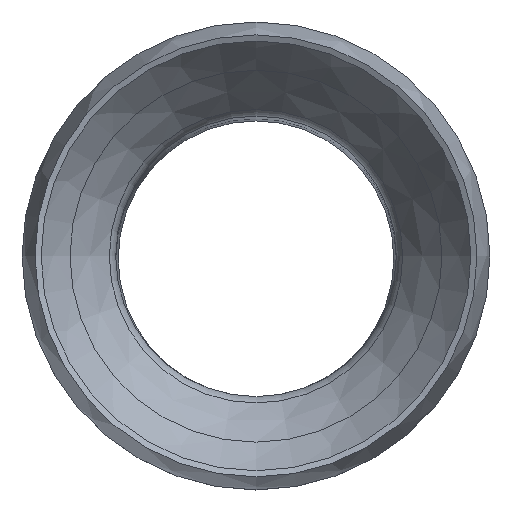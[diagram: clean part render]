
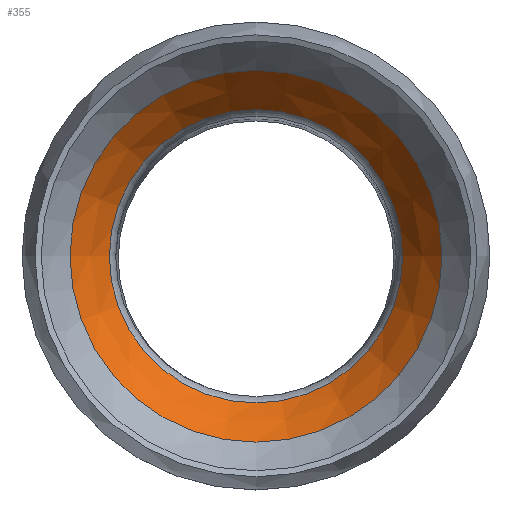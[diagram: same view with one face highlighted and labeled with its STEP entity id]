
A CAD part, top view. The second image highlights one B-rep face of the part: STEP entity #355.
In plain terms, the highlighted conical face has half-angle 36 degrees and reference radius 296.454 mm.
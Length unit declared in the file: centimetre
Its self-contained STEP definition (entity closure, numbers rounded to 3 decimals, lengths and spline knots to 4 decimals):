
#46=FACE_OUTER_BOUND('',#67,.T.);
#67=EDGE_LOOP('',(#291,#292,#293,#294,#295,#296));
#80=LINE('',#785,#91);
#91=VECTOR('',#506,29.6454);
#125=CIRCLE('',#400,33.1449);
#126=CIRCLE('',#401,33.1449);
#127=CIRCLE('',#403,26.1459);
#128=CIRCLE('',#404,26.1459);
#160=VERTEX_POINT('',#778);
#161=VERTEX_POINT('',#780);
#162=VERTEX_POINT('',#784);
#163=VERTEX_POINT('',#786);
#205=EDGE_CURVE('',#161,#160,#125,.T.);
#206=EDGE_CURVE('',#160,#161,#126,.T.);
#207=EDGE_CURVE('',#161,#162,#80,.T.);
#208=EDGE_CURVE('',#163,#162,#127,.T.);
#209=EDGE_CURVE('',#162,#163,#128,.T.);
#291=ORIENTED_EDGE('',*,*,#206,.T.);
#292=ORIENTED_EDGE('',*,*,#207,.T.);
#293=ORIENTED_EDGE('',*,*,#208,.F.);
#294=ORIENTED_EDGE('',*,*,#209,.F.);
#295=ORIENTED_EDGE('',*,*,#207,.F.);
#296=ORIENTED_EDGE('',*,*,#205,.T.);
#338=CONICAL_SURFACE('',#402,29.6454,0.628);
#355=ADVANCED_FACE('',(#46),#338,.F.);
#400=AXIS2_PLACEMENT_3D('',#781,#500,#501);
#401=AXIS2_PLACEMENT_3D('',#782,#502,#503);
#402=AXIS2_PLACEMENT_3D('',#783,#504,#505);
#403=AXIS2_PLACEMENT_3D('',#787,#507,#508);
#404=AXIS2_PLACEMENT_3D('',#788,#509,#510);
#500=DIRECTION('center_axis',(0.,0.,1.));
#501=DIRECTION('ref_axis',(1.,0.,0.));
#502=DIRECTION('center_axis',(0.,0.,1.));
#503=DIRECTION('ref_axis',(1.,0.,0.));
#504=DIRECTION('center_axis',(0.,0.,1.));
#505=DIRECTION('ref_axis',(-1.,0.,0.));
#506=DIRECTION('',(-0.588,0.,-0.809));
#507=DIRECTION('center_axis',(0.,0.,1.));
#508=DIRECTION('ref_axis',(1.,0.,0.));
#509=DIRECTION('center_axis',(0.,0.,1.));
#510=DIRECTION('ref_axis',(1.,0.,0.));
#778=CARTESIAN_POINT('',(0.,33.1449,268.7076));
#780=CARTESIAN_POINT('',(33.1449,0.,268.7076));
#781=CARTESIAN_POINT('Origin',(0.,0.,268.7076));
#782=CARTESIAN_POINT('Origin',(0.,0.,268.7076));
#783=CARTESIAN_POINT('Origin',(0.,0.,263.8909));
#784=CARTESIAN_POINT('',(26.1459,0.,259.0742));
#785=CARTESIAN_POINT('',(29.6454,0.,263.8909));
#786=CARTESIAN_POINT('',(0.,26.1459,259.0742));
#787=CARTESIAN_POINT('Origin',(0.,0.,259.0742));
#788=CARTESIAN_POINT('Origin',(0.,0.,259.0742));
